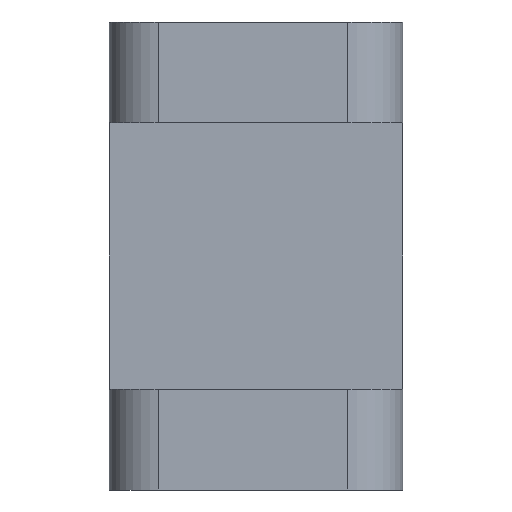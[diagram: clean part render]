
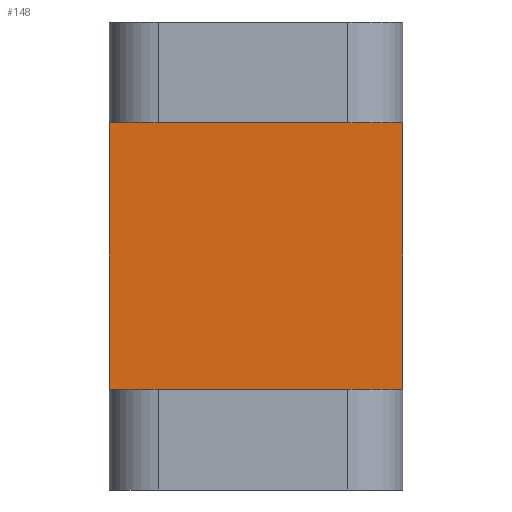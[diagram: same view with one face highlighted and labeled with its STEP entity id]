
A CAD part, front view. The second image highlights one B-rep face of the part: STEP entity #148.
In plain terms, the highlighted planar face has unit normal (0, -1, 0).
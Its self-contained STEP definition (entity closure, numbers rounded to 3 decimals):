
#4 = PLANE ( 'NONE',  #641 ) ;
#18 = VERTEX_POINT ( 'NONE', #660 ) ;
#56 = EDGE_CURVE ( 'NONE', #1132, #444, #766, .T. ) ;
#60 = CARTESIAN_POINT ( 'NONE',  ( 6.767, -4.483, 20. ) ) ;
#100 = EDGE_CURVE ( 'NONE', #18, #1132, #140, .T. ) ;
#113 = CARTESIAN_POINT ( 'NONE',  ( 6.767, -4.483, 20. ) ) ;
#140 = LINE ( 'NONE', #481, #1057 ) ;
#143 = CARTESIAN_POINT ( 'NONE',  ( 6.767, -4.483, 5.5 ) ) ;
#148 = ADVANCED_FACE ( 'NONE', ( #1151 ), #4, .F. ) ;
#289 = CARTESIAN_POINT ( 'NONE',  ( -18.733, -4.483, 20. ) ) ;
#303 = CARTESIAN_POINT ( 'NONE',  ( -9.233, -4.483, 20. ) ) ;
#413 = LINE ( 'NONE', #770, #723 ) ;
#428 = DIRECTION ( 'NONE',  ( 0., 1., 0. ) ) ;
#444 = VERTEX_POINT ( 'NONE', #113 ) ;
#481 = CARTESIAN_POINT ( 'NONE',  ( -18.733, -4.483, 5.5 ) ) ;
#532 = ORIENTED_EDGE ( 'NONE', *, *, #56, .T. ) ;
#541 = EDGE_LOOP ( 'NONE', ( #700, #532, #938, #1123 ) ) ;
#552 = LINE ( 'NONE', #289, #830 ) ;
#557 = DIRECTION ( 'NONE',  ( 1., 0., 0. ) ) ;
#604 = DIRECTION ( 'NONE',  ( 0., 0., 1. ) ) ;
#607 = DIRECTION ( 'NONE',  ( 1., 0., 0. ) ) ;
#641 = AXIS2_PLACEMENT_3D ( 'NONE', #1068, #428, #986 ) ;
#660 = CARTESIAN_POINT ( 'NONE',  ( -9.233, -4.483, 5.5 ) ) ;
#700 = ORIENTED_EDGE ( 'NONE', *, *, #100, .T. ) ;
#723 = VECTOR ( 'NONE', #604, 1000. ) ;
#766 = LINE ( 'NONE', #60, #856 ) ;
#770 = CARTESIAN_POINT ( 'NONE',  ( -9.233, -4.483, 25.5 ) ) ;
#781 = EDGE_CURVE ( 'NONE', #18, #974, #413, .T. ) ;
#830 = VECTOR ( 'NONE', #557, 1000. ) ;
#846 = DIRECTION ( 'NONE',  ( 0., 0., 1. ) ) ;
#856 = VECTOR ( 'NONE', #846, 1000. ) ;
#938 = ORIENTED_EDGE ( 'NONE', *, *, #1007, .F. ) ;
#974 = VERTEX_POINT ( 'NONE', #303 ) ;
#986 = DIRECTION ( 'NONE',  ( 0., 0., 1. ) ) ;
#1007 = EDGE_CURVE ( 'NONE', #974, #444, #552, .T. ) ;
#1057 = VECTOR ( 'NONE', #607, 1000. ) ;
#1068 = CARTESIAN_POINT ( 'NONE',  ( -18.733, -4.483, 20. ) ) ;
#1123 = ORIENTED_EDGE ( 'NONE', *, *, #781, .F. ) ;
#1132 = VERTEX_POINT ( 'NONE', #143 ) ;
#1151 = FACE_OUTER_BOUND ( 'NONE', #541, .T. ) ;
